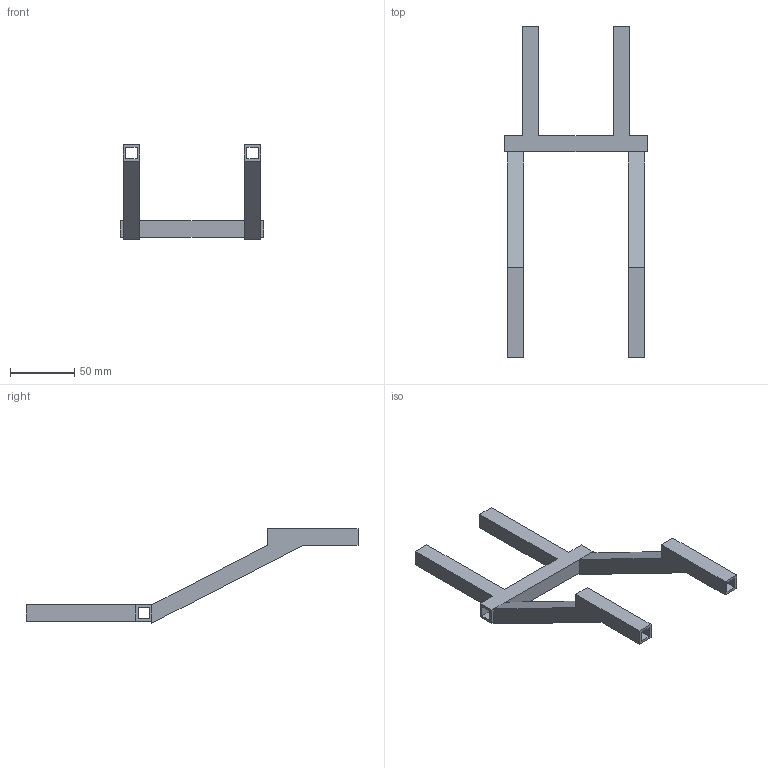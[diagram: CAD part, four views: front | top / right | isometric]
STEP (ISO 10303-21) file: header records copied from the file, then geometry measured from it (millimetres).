
FILE_DESCRIPTION (( 'STEP AP203' ), '1' );
FILE_NAME ('support structure_Default_sldprt.STEP', '2021-12-16T05:30:13', ( '' ), ( '' ), 'SwSTEP 2.0', 'SolidWorks 2020', '' );
FILE_SCHEMA (( 'CONFIG_CONTROL_DESIGN' ));
Length unit declared in the file: millimetre
Products named in the file (1): support structure_Default_sldprt
Bounding box: 111.4 x 257.7 x 73.28 mm (x, y, z)
Volume: 54829.1 mm3; surface area: 55321.7 mm2
Topology: 1 solids, 1 shells, 66 faces, 192 edges, 124 vertices
Faces by surface type: plane 66
Entity records: 2217 total; most frequent: ORIENTED_EDGE 384, CARTESIAN_POINT 383, DIRECTION 326, EDGE_CURVE 192, VECTOR 192, LINE 192, VERTEX_POINT 124, EDGE_LOOP 72
